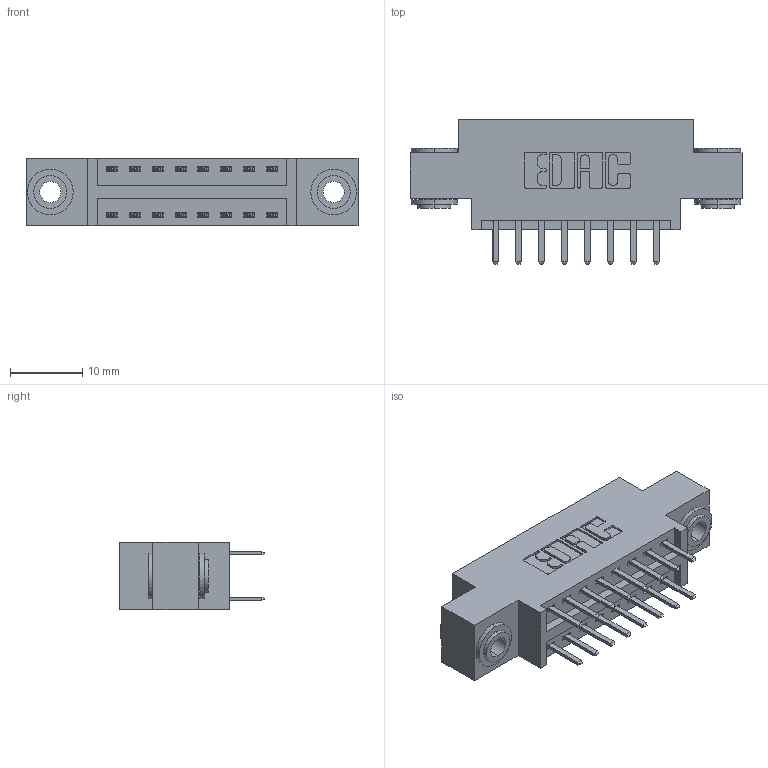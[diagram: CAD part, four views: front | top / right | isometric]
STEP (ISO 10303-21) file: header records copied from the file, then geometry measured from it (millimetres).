
FILE_DESCRIPTION (( 'STEP AP203' ), '1' );
FILE_NAME ('346-016-520-803.STEP', '2022-05-18T15:23:37', ( '' ), ( '' ), 'SwSTEP 2.0', 'SolidWorks 2020', '' );
FILE_SCHEMA (( 'CONFIG_CONTROL_DESIGN' ));
Length unit declared in the file: inch
Products named in the file (4): 346 Part_0.170 Offset - 0.156 Dia-TH; 345-292-001_345-293-120; 346-016-520-803; 345-250-002_345-250-002-102
Assembly tree (19 placements, depth 2):
  346-016-520-803
    346 Part_0.170 Offset - 0.156 Dia-TH
    345-292-001_345-293-120  x16
    345-250-002_345-250-002-102  x2
Bounding box: 45.97 x 20.02 x 9.4 mm (x, y, z)
Volume: 4058.6 mm3; surface area: 5456.3 mm2
Topology: 19 solids, 19 shells, 1074 faces, 3061 edges, 1994 vertices
Faces by surface type: plane 696, cylinder 370, cone 8
Entity records: 11110 total; most frequent: CARTESIAN_POINT 1873, ORIENTED_EDGE 1786, DIRECTION 1719, EDGE_CURVE 893, VECTOR 701, LINE 701, VERTEX_POINT 590, AXIS2_PLACEMENT_3D 509
